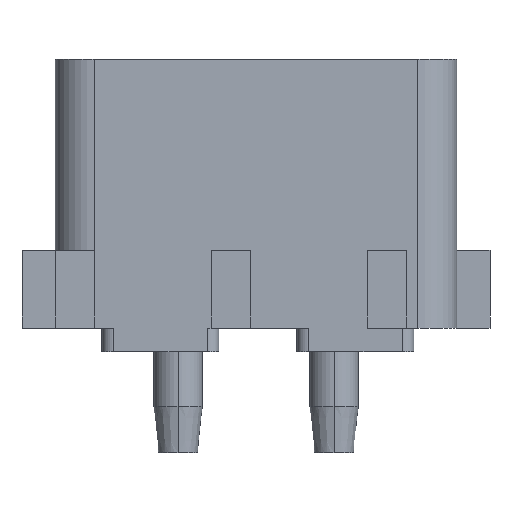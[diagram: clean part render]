
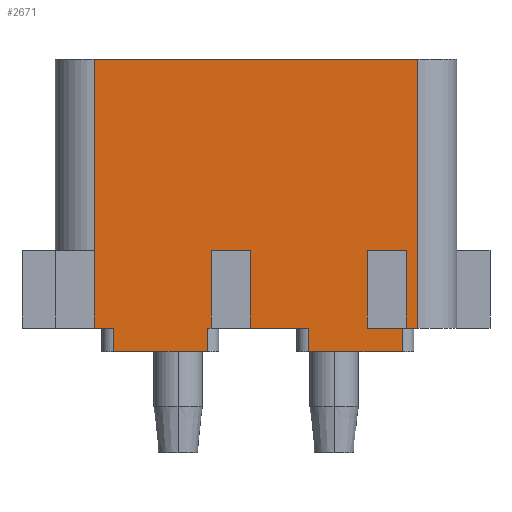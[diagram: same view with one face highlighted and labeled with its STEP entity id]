
A CAD part, front view. The second image highlights one B-rep face of the part: STEP entity #2671.
In plain terms, the highlighted planar face has unit normal (0, -1, 0).
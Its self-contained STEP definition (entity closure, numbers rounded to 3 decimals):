
#184=DIRECTION('',(-1.,0.,0.));
#185=VECTOR('',#184,10.541);
#186=CARTESIAN_POINT('',(5.271,-4.191,0.));
#187=LINE('',#186,#185);
#707=DIRECTION('',(-1.,0.,0.));
#708=VECTOR('',#707,0.635);
#709=CARTESIAN_POINT('',(-4.636,-4.191,-8.763));
#710=LINE('',#709,#708);
#725=DIRECTION('',(-1.,0.,0.));
#726=VECTOR('',#725,0.127);
#727=CARTESIAN_POINT('',(-1.461,-4.191,-8.763));
#728=LINE('',#727,#726);
#741=DIRECTION('',(-1.,0.,0.));
#742=VECTOR('',#741,1.905);
#743=CARTESIAN_POINT('',(1.715,-4.191,-8.763));
#744=LINE('',#743,#742);
#771=DIRECTION('',(-1.,0.,0.));
#772=VECTOR('',#771,0.381);
#773=CARTESIAN_POINT('',(5.271,-4.191,-8.763));
#774=LINE('',#773,#772);
#882=DIRECTION('',(0.,0.,-1.));
#883=VECTOR('',#882,0.762);
#884=CARTESIAN_POINT('',(4.763,-4.191,-8.763));
#885=LINE('',#884,#883);
#886=DIRECTION('',(0.,0.,-1.));
#887=VECTOR('',#886,2.54);
#888=CARTESIAN_POINT('',(-0.191,-4.191,-6.223));
#889=LINE('',#888,#887);
#890=DIRECTION('',(1.,0.,0.));
#891=VECTOR('',#890,1.27);
#892=CARTESIAN_POINT('',(-1.461,-4.191,-6.223));
#893=LINE('',#892,#891);
#894=DIRECTION('',(0.,0.,-1.));
#895=VECTOR('',#894,2.54);
#896=CARTESIAN_POINT('',(-1.461,-4.191,-6.223));
#897=LINE('',#896,#895);
#898=DIRECTION('',(0.,0.,-1.));
#899=VECTOR('',#898,0.762);
#900=CARTESIAN_POINT('',(-1.588,-4.191,-8.763));
#901=LINE('',#900,#899);
#902=DIRECTION('',(0.,0.,1.));
#903=VECTOR('',#902,2.54);
#904=CARTESIAN_POINT('',(-5.271,-4.191,-8.763));
#905=LINE('',#904,#903);
#906=DIRECTION('',(0.,0.,1.));
#907=VECTOR('',#906,6.223);
#908=CARTESIAN_POINT('',(-5.271,-4.191,-6.223));
#909=LINE('',#908,#907);
#910=DIRECTION('',(0.,0.,-1.));
#911=VECTOR('',#910,2.54);
#912=CARTESIAN_POINT('',(4.89,-4.191,-6.223));
#913=LINE('',#912,#911);
#914=DIRECTION('',(1.,0.,0.));
#915=VECTOR('',#914,1.27);
#916=CARTESIAN_POINT('',(3.62,-4.191,-6.223));
#917=LINE('',#916,#915);
#918=DIRECTION('',(0.,0.,-1.));
#919=VECTOR('',#918,2.54);
#920=CARTESIAN_POINT('',(3.62,-4.191,-6.223));
#921=LINE('',#920,#919);
#922=DIRECTION('',(1.,0.,0.));
#923=VECTOR('',#922,1.143);
#924=CARTESIAN_POINT('',(3.62,-4.191,-8.763));
#925=LINE('',#924,#923);
#934=DIRECTION('',(0.,0.,-1.));
#935=VECTOR('',#934,0.762);
#936=CARTESIAN_POINT('',(1.715,-4.191,-8.763));
#937=LINE('',#936,#935);
#943=DIRECTION('',(-1.,0.,0.));
#944=VECTOR('',#943,3.048);
#945=CARTESIAN_POINT('',(-1.588,-4.191,-9.525));
#946=LINE('',#945,#944);
#961=DIRECTION('',(-1.,0.,0.));
#962=VECTOR('',#961,3.048);
#963=CARTESIAN_POINT('',(4.763,-4.191,-9.525));
#964=LINE('',#963,#962);
#1010=DIRECTION('',(0.,0.,-1.));
#1011=VECTOR('',#1010,0.762);
#1012=CARTESIAN_POINT('',(-4.636,-4.191,-8.763));
#1013=LINE('',#1012,#1011);
#1054=DIRECTION('',(0.,0.,1.));
#1055=VECTOR('',#1054,8.763);
#1056=CARTESIAN_POINT('',(5.271,-4.191,-8.763));
#1057=LINE('',#1056,#1055);
#1172=CARTESIAN_POINT('',(-5.271,-4.191,0.));
#1173=VERTEX_POINT('',#1172);
#1174=CARTESIAN_POINT('',(5.271,-4.191,0.));
#1175=VERTEX_POINT('',#1174);
#1187=CARTESIAN_POINT('',(5.271,-4.191,-8.763));
#1189=VERTEX_POINT('',#1187);
#1194=CARTESIAN_POINT('',(-4.636,-4.191,-9.525));
#1196=VERTEX_POINT('',#1194);
#1200=CARTESIAN_POINT('',(-1.588,-4.191,-9.525));
#1201=VERTEX_POINT('',#1200);
#1202=CARTESIAN_POINT('',(-4.636,-4.191,-8.763));
#1203=VERTEX_POINT('',#1202);
#1208=CARTESIAN_POINT('',(-1.588,-4.191,-8.763));
#1209=VERTEX_POINT('',#1208);
#1242=CARTESIAN_POINT('',(1.715,-4.191,-9.525));
#1244=VERTEX_POINT('',#1242);
#1248=CARTESIAN_POINT('',(4.763,-4.191,-9.525));
#1249=VERTEX_POINT('',#1248);
#1266=CARTESIAN_POINT('',(1.715,-4.191,-8.763));
#1267=VERTEX_POINT('',#1266);
#1288=CARTESIAN_POINT('',(4.763,-4.191,-8.763));
#1289=VERTEX_POINT('',#1288);
#1359=CARTESIAN_POINT('',(-5.271,-4.191,-6.223));
#1361=VERTEX_POINT('',#1359);
#1362=CARTESIAN_POINT('',(-5.271,-4.191,-8.763));
#1363=VERTEX_POINT('',#1362);
#1364=CARTESIAN_POINT('',(3.62,-4.191,-8.763));
#1365=VERTEX_POINT('',#1364);
#1366=CARTESIAN_POINT('',(-1.461,-4.191,-6.223));
#1367=CARTESIAN_POINT('',(-0.191,-4.191,-6.223));
#1368=VERTEX_POINT('',#1366);
#1369=VERTEX_POINT('',#1367);
#1370=CARTESIAN_POINT('',(3.62,-4.191,-6.223));
#1371=CARTESIAN_POINT('',(4.89,-4.191,-6.223));
#1372=VERTEX_POINT('',#1370);
#1373=VERTEX_POINT('',#1371);
#1374=CARTESIAN_POINT('',(-0.191,-4.191,-8.763));
#1375=VERTEX_POINT('',#1374);
#1376=CARTESIAN_POINT('',(-1.461,-4.191,-8.763));
#1377=VERTEX_POINT('',#1376);
#1378=CARTESIAN_POINT('',(4.89,-4.191,-8.763));
#1379=VERTEX_POINT('',#1378);
#2632=CARTESIAN_POINT('',(-5.271,-4.191,0.));
#2633=DIRECTION('',(0.,-1.,0.));
#2634=DIRECTION('',(1.,0.,0.));
#2635=AXIS2_PLACEMENT_3D('',#2632,#2633,#2634);
#2636=PLANE('',#2635);
#2638=ORIENTED_EDGE('',*,*,#2637,.T.);
#2640=ORIENTED_EDGE('',*,*,#2639,.T.);
#2642=ORIENTED_EDGE('',*,*,#2641,.F.);
#2643=ORIENTED_EDGE('',*,*,#2518,.T.);
#2645=ORIENTED_EDGE('',*,*,#2644,.F.);
#2646=ORIENTED_EDGE('',*,*,#2445,.F.);
#2648=ORIENTED_EDGE('',*,*,#2647,.T.);
#2649=ORIENTED_EDGE('',*,*,#2510,.T.);
#2651=ORIENTED_EDGE('',*,*,#2650,.T.);
#2653=ORIENTED_EDGE('',*,*,#2652,.T.);
#2655=ORIENTED_EDGE('',*,*,#2654,.F.);
#2656=ORIENTED_EDGE('',*,*,#2502,.T.);
#2657=ORIENTED_EDGE('',*,*,#2624,.T.);
#2658=ORIENTED_EDGE('',*,*,#2390,.T.);
#2659=ORIENTED_EDGE('',*,*,#1493,.F.);
#2661=ORIENTED_EDGE('',*,*,#2660,.F.);
#2662=ORIENTED_EDGE('',*,*,#2534,.T.);
#2664=ORIENTED_EDGE('',*,*,#2663,.F.);
#2665=ORIENTED_EDGE('',*,*,#2461,.F.);
#2667=ORIENTED_EDGE('',*,*,#2666,.T.);
#2668=ORIENTED_EDGE('',*,*,#2526,.T.);
#2669=EDGE_LOOP('',(#2638,#2640,#2642,#2643,#2645,#2646,#2648,#2649,#2651,#2653,
#2655,#2656,#2657,#2658,#2659,#2661,#2662,#2664,#2665,#2667,#2668));
#2670=FACE_OUTER_BOUND('',#2669,.F.);
#1493=EDGE_CURVE('',#1175,#1173,#187,.T.);
#2390=EDGE_CURVE('',#1361,#1173,#909,.T.);
#2445=EDGE_CURVE('',#1368,#1369,#893,.T.);
#2461=EDGE_CURVE('',#1372,#1373,#917,.T.);
#2502=EDGE_CURVE('',#1203,#1363,#710,.T.);
#2510=EDGE_CURVE('',#1377,#1209,#728,.T.);
#2518=EDGE_CURVE('',#1267,#1375,#744,.T.);
#2526=EDGE_CURVE('',#1365,#1289,#925,.T.);
#2534=EDGE_CURVE('',#1189,#1379,#774,.T.);
#2624=EDGE_CURVE('',#1363,#1361,#905,.T.);
#2637=EDGE_CURVE('',#1289,#1249,#885,.T.);
#2639=EDGE_CURVE('',#1249,#1244,#964,.T.);
#2641=EDGE_CURVE('',#1267,#1244,#937,.T.);
#2644=EDGE_CURVE('',#1369,#1375,#889,.T.);
#2647=EDGE_CURVE('',#1368,#1377,#897,.T.);
#2650=EDGE_CURVE('',#1209,#1201,#901,.T.);
#2652=EDGE_CURVE('',#1201,#1196,#946,.T.);
#2654=EDGE_CURVE('',#1203,#1196,#1013,.T.);
#2660=EDGE_CURVE('',#1189,#1175,#1057,.T.);
#2663=EDGE_CURVE('',#1373,#1379,#913,.T.);
#2666=EDGE_CURVE('',#1372,#1365,#921,.T.);
#2671=ADVANCED_FACE('',(#2670),#2636,.T.);
